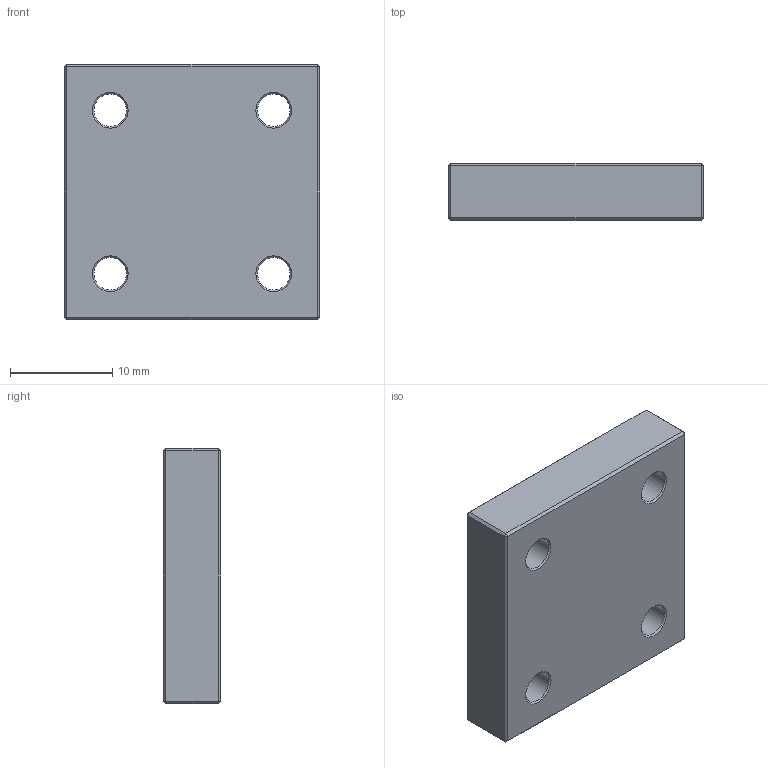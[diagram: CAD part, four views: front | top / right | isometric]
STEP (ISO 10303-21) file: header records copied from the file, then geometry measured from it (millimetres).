
FILE_DESCRIPTION (( 'STEP AP203' ), '1' );
FILE_NAME ('530167.STEP', '2025-05-07T05:37:43', ( 'Windows User' ), ( 'P R C' ), 'SwSTEP 2.0', 'SolidWorks 2020', '' );
FILE_SCHEMA (( 'CONFIG_CONTROL_DESIGN' ));
Length unit declared in the file: millimetre
Products named in the file (1): 530167
Bounding box: 25 x 5.6 x 25 mm (x, y, z)
Volume: 3068.9 mm3; surface area: 2033.7 mm2
Topology: 1 solids, 1 shells, 46 faces, 92 edges, 52 vertices
Faces by surface type: plane 30, cone 8, cylinder 8
Full cylindrical faces by diameter (mm): 3.2 x4, 6 x4
Entity records: 1133 total; most frequent: DIRECTION 190, CARTESIAN_POINT 167, ORIENTED_EDGE 144, EDGE_LOOP 74, EDGE_CURVE 72, AXIS2_PLACEMENT_3D 71, FACE_OUTER_BOUND 54, VERTEX_POINT 48
